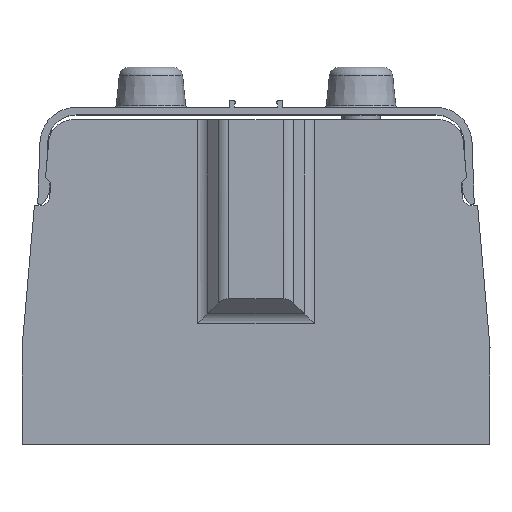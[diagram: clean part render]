
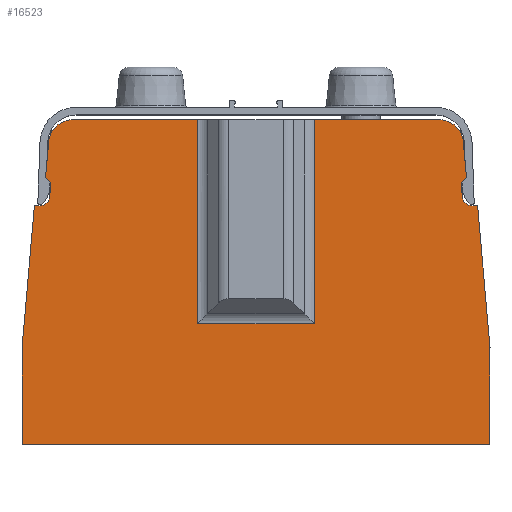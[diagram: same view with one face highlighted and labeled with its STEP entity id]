
A CAD part, top view. The second image highlights one B-rep face of the part: STEP entity #16523.
In plain terms, the highlighted planar face has unit normal (0, 0, 1).
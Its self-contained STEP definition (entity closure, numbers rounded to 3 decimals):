
#5043=DIRECTION('',(1.,0.,0.));
#5044=VECTOR('',#5043,26.176);
#5045=CARTESIAN_POINT('',(12.243,68.,67.5));
#5046=LINE('',#5045,#5044);
#5047=CARTESIAN_POINT('',(38.418,63.,67.5));
#5048=DIRECTION('',(0.,0.,-1.));
#5049=DIRECTION('',(0.,1.,0.));
#5050=AXIS2_PLACEMENT_3D('',#5047,#5048,#5049);
#5052=DIRECTION('',(0.087,-0.996,0.));
#5053=VECTOR('',#5052,7.464);
#5054=CARTESIAN_POINT('',(43.399,63.436,67.5));
#5055=LINE('',#5054,#5053);
#5056=DIRECTION('',(-0.707,-0.707,0.));
#5057=VECTOR('',#5056,1.566);
#5058=CARTESIAN_POINT('',(44.05,56.,67.5));
#5059=LINE('',#5058,#5057);
#5060=DIRECTION('',(0.087,-0.996,0.));
#5061=VECTOR('',#5060,3.078);
#5062=CARTESIAN_POINT('',(42.942,54.892,67.5));
#5063=LINE('',#5062,#5061);
#5064=CARTESIAN_POINT('',(45.203,52.,67.5));
#5065=DIRECTION('',(0.,0.,1.));
#5066=DIRECTION('',(-0.996,-0.087,0.));
#5067=AXIS2_PLACEMENT_3D('',#5064,#5065,#5066);
#5069=DIRECTION('',(1.,0.,0.));
#5070=VECTOR('',#5069,1.197);
#5071=CARTESIAN_POINT('',(45.203,50.,67.5));
#5072=LINE('',#5071,#5070);
#5073=DIRECTION('',(0.087,-0.996,0.));
#5074=VECTOR('',#5073,29.788);
#5075=CARTESIAN_POINT('',(46.4,50.,67.5));
#5076=LINE('',#5075,#5074);
#5077=CARTESIAN_POINT('',(48.,20.238,67.5));
#5078=DIRECTION('',(0.,0.,-1.));
#5079=DIRECTION('',(0.996,0.087,0.));
#5080=AXIS2_PLACEMENT_3D('',#5077,#5078,#5079);
#5082=DIRECTION('',(0.,-1.,0.));
#5083=VECTOR('',#5082,20.238);
#5084=CARTESIAN_POINT('',(49.,20.238,67.5));
#5085=LINE('',#5084,#5083);
#5086=DIRECTION('',(-1.,0.,0.));
#5087=VECTOR('',#5086,98.);
#5088=CARTESIAN_POINT('',(49.,0.,67.5));
#5089=LINE('',#5088,#5087);
#5090=DIRECTION('',(0.,1.,0.));
#5091=VECTOR('',#5090,20.238);
#5092=CARTESIAN_POINT('',(-49.,0.,67.5));
#5093=LINE('',#5092,#5091);
#5094=CARTESIAN_POINT('',(-48.,20.238,67.5));
#5095=DIRECTION('',(0.,0.,-1.));
#5096=DIRECTION('',(-1.,0.,0.));
#5097=AXIS2_PLACEMENT_3D('',#5094,#5095,#5096);
#5099=DIRECTION('',(0.087,0.996,0.));
#5100=VECTOR('',#5099,29.788);
#5101=CARTESIAN_POINT('',(-48.996,20.325,67.5));
#5102=LINE('',#5101,#5100);
#5103=DIRECTION('',(1.,0.,0.));
#5104=VECTOR('',#5103,1.197);
#5105=CARTESIAN_POINT('',(-46.4,50.,67.5));
#5106=LINE('',#5105,#5104);
#5107=CARTESIAN_POINT('',(-45.203,52.,67.5));
#5108=DIRECTION('',(0.,0.,1.));
#5109=DIRECTION('',(0.,-1.,0.));
#5110=AXIS2_PLACEMENT_3D('',#5107,#5108,#5109);
#5112=DIRECTION('',(0.087,0.996,0.));
#5113=VECTOR('',#5112,3.078);
#5114=CARTESIAN_POINT('',(-43.211,51.826,67.5));
#5115=LINE('',#5114,#5113);
#5116=DIRECTION('',(-0.707,0.707,0.));
#5117=VECTOR('',#5116,1.566);
#5118=CARTESIAN_POINT('',(-42.942,54.892,67.5));
#5119=LINE('',#5118,#5117);
#5120=DIRECTION('',(0.087,0.996,0.));
#5121=VECTOR('',#5120,7.464);
#5122=CARTESIAN_POINT('',(-44.05,56.,67.5));
#5123=LINE('',#5122,#5121);
#5124=CARTESIAN_POINT('',(-38.418,63.,67.5));
#5125=DIRECTION('',(0.,0.,-1.));
#5126=DIRECTION('',(-0.996,0.087,0.));
#5127=AXIS2_PLACEMENT_3D('',#5124,#5125,#5126);
#5129=DIRECTION('',(1.,0.,0.));
#5130=VECTOR('',#5129,26.176);
#5131=CARTESIAN_POINT('',(-38.418,68.,67.5));
#5132=LINE('',#5131,#5130);
#5133=DIRECTION('',(0.,1.,0.));
#5134=VECTOR('',#5133,42.743);
#5135=CARTESIAN_POINT('',(-12.243,25.257,67.5));
#5136=LINE('',#5135,#5134);
#5137=DIRECTION('',(-1.,0.,0.));
#5138=VECTOR('',#5137,24.485);
#5139=CARTESIAN_POINT('',(12.243,25.257,67.5));
#5140=LINE('',#5139,#5138);
#5141=CARTESIAN_POINT('',(-12.243,25.257,67.5));
#5155=DIRECTION('',(0.,-1.,0.));
#5156=VECTOR('',#5155,42.743);
#5157=CARTESIAN_POINT('',(12.243,68.,67.5));
#5158=LINE('',#5157,#5156);
#8251=CARTESIAN_POINT('',(12.243,68.,67.5));
#8253=VERTEX_POINT('',#8251);
#8265=CARTESIAN_POINT('',(-12.243,68.,67.5));
#8266=VERTEX_POINT('',#8265);
#8275=CARTESIAN_POINT('',(43.399,63.436,67.5));
#8276=VERTEX_POINT('',#8275);
#8277=CARTESIAN_POINT('',(38.418,68.,67.5));
#8278=VERTEX_POINT('',#8277);
#8279=CARTESIAN_POINT('',(42.942,54.892,67.5));
#8280=VERTEX_POINT('',#8279);
#8281=CARTESIAN_POINT('',(45.203,50.,67.5));
#8282=VERTEX_POINT('',#8281);
#8283=CARTESIAN_POINT('',(43.211,51.826,67.5));
#8284=VERTEX_POINT('',#8283);
#8285=CARTESIAN_POINT('',(46.4,50.,67.5));
#8286=VERTEX_POINT('',#8285);
#8287=CARTESIAN_POINT('',(49.,20.238,67.5));
#8288=VERTEX_POINT('',#8287);
#8289=CARTESIAN_POINT('',(48.996,20.325,67.5));
#8290=VERTEX_POINT('',#8289);
#8291=CARTESIAN_POINT('',(-48.996,20.325,67.5));
#8292=VERTEX_POINT('',#8291);
#8293=CARTESIAN_POINT('',(-49.,20.238,67.5));
#8294=VERTEX_POINT('',#8293);
#8295=CARTESIAN_POINT('',(-46.4,50.,67.5));
#8296=VERTEX_POINT('',#8295);
#8297=CARTESIAN_POINT('',(-43.211,51.826,67.5));
#8298=VERTEX_POINT('',#8297);
#8299=CARTESIAN_POINT('',(-45.203,50.,67.5));
#8300=VERTEX_POINT('',#8299);
#8301=CARTESIAN_POINT('',(-42.942,54.892,67.5));
#8302=VERTEX_POINT('',#8301);
#8303=CARTESIAN_POINT('',(-38.418,68.,67.5));
#8304=VERTEX_POINT('',#8303);
#8305=CARTESIAN_POINT('',(-43.399,63.436,67.5));
#8306=VERTEX_POINT('',#8305);
#8307=CARTESIAN_POINT('',(44.05,56.,67.5));
#8308=VERTEX_POINT('',#8307);
#8309=CARTESIAN_POINT('',(49.,0.,67.5));
#8310=VERTEX_POINT('',#8309);
#8311=CARTESIAN_POINT('',(-49.,0.,67.5));
#8312=VERTEX_POINT('',#8311);
#8313=CARTESIAN_POINT('',(-44.05,56.,67.5));
#8314=VERTEX_POINT('',#8313);
#8315=VERTEX_POINT('',#5141);
#8317=CARTESIAN_POINT('',(12.243,25.257,67.5));
#8318=VERTEX_POINT('',#8317);
#16488=CARTESIAN_POINT('',(0.,34.,67.5));
#16489=DIRECTION('',(0.,0.,1.));
#16490=DIRECTION('',(1.,0.,0.));
#16491=AXIS2_PLACEMENT_3D('',#16488,#16489,#16490);
#16492=PLANE('',#16491);
#16494=ORIENTED_EDGE('',*,*,#16493,.F.);
#16496=ORIENTED_EDGE('',*,*,#16495,.F.);
#16498=ORIENTED_EDGE('',*,*,#16497,.F.);
#16499=ORIENTED_EDGE('',*,*,#14869,.T.);
#16501=ORIENTED_EDGE('',*,*,#16500,.T.);
#16502=ORIENTED_EDGE('',*,*,#15610,.T.);
#16503=ORIENTED_EDGE('',*,*,#15630,.T.);
#16504=ORIENTED_EDGE('',*,*,#16162,.T.);
#16505=ORIENTED_EDGE('',*,*,#16176,.T.);
#16506=ORIENTED_EDGE('',*,*,#16190,.T.);
#16507=ORIENTED_EDGE('',*,*,#16204,.T.);
#16508=ORIENTED_EDGE('',*,*,#16218,.T.);
#16509=ORIENTED_EDGE('',*,*,#16231,.T.);
#16510=ORIENTED_EDGE('',*,*,#16251,.T.);
#16511=ORIENTED_EDGE('',*,*,#16363,.T.);
#16512=ORIENTED_EDGE('',*,*,#16381,.T.);
#16513=ORIENTED_EDGE('',*,*,#16395,.T.);
#16514=ORIENTED_EDGE('',*,*,#16409,.T.);
#16515=ORIENTED_EDGE('',*,*,#16423,.T.);
#16516=ORIENTED_EDGE('',*,*,#16437,.T.);
#16517=ORIENTED_EDGE('',*,*,#16451,.T.);
#16518=ORIENTED_EDGE('',*,*,#16468,.T.);
#16519=ORIENTED_EDGE('',*,*,#16482,.T.);
#16520=ORIENTED_EDGE('',*,*,#14885,.T.);
#16521=EDGE_LOOP('',(#16494,#16496,#16498,#16499,#16501,#16502,#16503,#16504,
#16505,#16506,#16507,#16508,#16509,#16510,#16511,#16512,#16513,#16514,#16515,
#16516,#16517,#16518,#16519,#16520));
#16522=FACE_OUTER_BOUND('',#16521,.F.);
#5051=CIRCLE('',#5050,5.);
#5068=CIRCLE('',#5067,2.);
#5081=CIRCLE('',#5080,1.);
#5098=CIRCLE('',#5097,1.);
#5111=CIRCLE('',#5110,2.);
#5128=CIRCLE('',#5127,5.);
#14869=EDGE_CURVE('',#8253,#8278,#5046,.T.);
#14885=EDGE_CURVE('',#8304,#8266,#5132,.T.);
#15610=EDGE_CURVE('',#8276,#8308,#5055,.T.);
#15630=EDGE_CURVE('',#8308,#8280,#5059,.T.);
#16162=EDGE_CURVE('',#8280,#8284,#5063,.T.);
#16176=EDGE_CURVE('',#8284,#8282,#5068,.T.);
#16190=EDGE_CURVE('',#8282,#8286,#5072,.T.);
#16204=EDGE_CURVE('',#8286,#8290,#5076,.T.);
#16218=EDGE_CURVE('',#8290,#8288,#5081,.T.);
#16231=EDGE_CURVE('',#8288,#8310,#5085,.T.);
#16251=EDGE_CURVE('',#8310,#8312,#5089,.T.);
#16363=EDGE_CURVE('',#8312,#8294,#5093,.T.);
#16381=EDGE_CURVE('',#8294,#8292,#5098,.T.);
#16395=EDGE_CURVE('',#8292,#8296,#5102,.T.);
#16409=EDGE_CURVE('',#8296,#8300,#5106,.T.);
#16423=EDGE_CURVE('',#8300,#8298,#5111,.T.);
#16437=EDGE_CURVE('',#8298,#8302,#5115,.T.);
#16451=EDGE_CURVE('',#8302,#8314,#5119,.T.);
#16468=EDGE_CURVE('',#8314,#8306,#5123,.T.);
#16482=EDGE_CURVE('',#8306,#8304,#5128,.T.);
#16493=EDGE_CURVE('',#8315,#8266,#5136,.T.);
#16495=EDGE_CURVE('',#8318,#8315,#5140,.T.);
#16497=EDGE_CURVE('',#8253,#8318,#5158,.T.);
#16500=EDGE_CURVE('',#8278,#8276,#5051,.T.);
#16523=ADVANCED_FACE('',(#16522),#16492,.T.);
